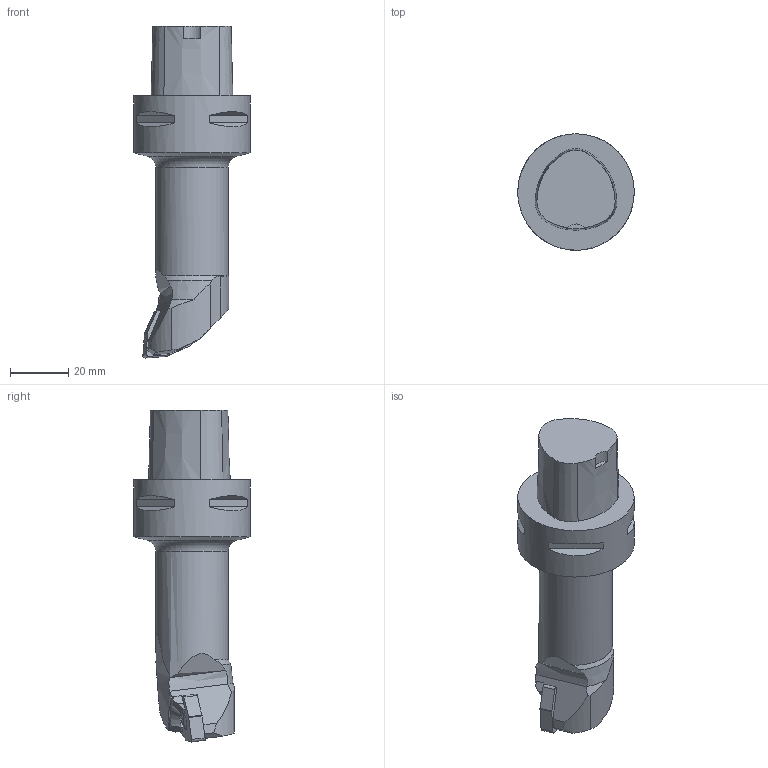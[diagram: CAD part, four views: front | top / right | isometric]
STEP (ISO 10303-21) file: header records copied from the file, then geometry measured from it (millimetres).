
FILE_DESCRIPTION(/* description */ (''),/* implementation_level */ '2;1');
FILE_NAME(/* name */ '1559889402581.stp',/* time_stamp */ '2019-06-07T12:06:53+06:00',/* author */ (''),/* organization */ ('SMS'),/* preprocessor_version */ 'ST-DEVELOPER v15',/* originating_system */ 'SIEMENS PLM Software NX 8.5',/* authorisation */ '');
FILE_SCHEMA (('AUTOMOTIVE_DESIGN { 1 0 10303 214 3 1 1 1 }'));
Length unit declared in the file: millimetre
Products named in the file (4): ASSEMBLY_CONSTRUCTION; IsoTurningInsert; 201757523mod000_00; 201757522mod000_00
Assembly tree (3 placements, depth 2):
  201757522mod000_00
    201757523mod000_00
    IsoTurningInsert
    ASSEMBLY_CONSTRUCTION
Bounding box: 39.99 x 39.97 x 114 mm (x, y, z)
Volume: 70641.9 mm3; surface area: 12890.3 mm2
Topology: 2 solids, 2 shells, 94 faces, 246 edges, 169 vertices
Faces by surface type: plane 57, cylinder 23, cone 12, extrusion 1, torus 1
Full cylindrical faces by diameter (mm): 5.156 x2, 25 x1, 40 x1
Entity records: 3147 total; most frequent: CARTESIAN_POINT 665, DIRECTION 504, ORIENTED_EDGE 470, EDGE_CURVE 235, AXIS2_PLACEMENT_3D 185, VERTEX_POINT 158, VECTOR 134, LINE 133
